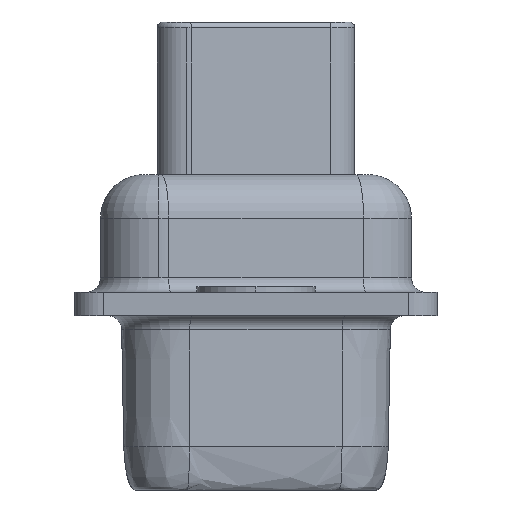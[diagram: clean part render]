
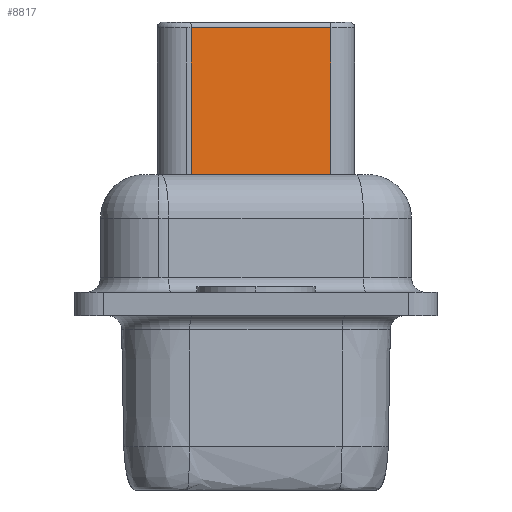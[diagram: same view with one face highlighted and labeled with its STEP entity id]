
A CAD part, left-side view. The second image highlights one B-rep face of the part: STEP entity #8817.
In plain terms, the highlighted planar face has unit normal (-0.985, -0.174, 0).
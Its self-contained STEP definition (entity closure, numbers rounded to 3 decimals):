
#730 = ORIENTED_EDGE ( 'NONE', *, *, #7024, .T. ) ;
#930 = CARTESIAN_POINT ( 'NONE',  ( -11.985, 2.226, 15.9 ) ) ;
#1049 = CARTESIAN_POINT ( 'NONE',  ( -11.985, 2.226, 15.9 ) ) ;
#1679 = CARTESIAN_POINT ( 'NONE',  ( -11.985, 2.226, 10.85 ) ) ;
#1793 = LINE ( 'NONE', #8610, #14827 ) ;
#2893 = DIRECTION ( 'NONE',  ( 0.985, 0.174, 0. ) ) ;
#3133 = DIRECTION ( 'NONE',  ( 0., 0., -1. ) ) ;
#5052 = VERTEX_POINT ( 'NONE', #16222 ) ;
#5930 = CARTESIAN_POINT ( 'NONE',  ( -11.138, -2.574, 15.9 ) ) ;
#6162 = VECTOR ( 'NONE', #12711, 1000. ) ;
#6688 = EDGE_CURVE ( 'NONE', #9999, #10344, #13173, .T. ) ;
#7024 = EDGE_CURVE ( 'NONE', #10344, #5052, #1793, .T. ) ;
#8494 = DIRECTION ( 'NONE',  ( 0.174, -0.985, 0. ) ) ;
#8610 = CARTESIAN_POINT ( 'NONE',  ( -11.985, 2.226, 16.1 ) ) ;
#8817 = ADVANCED_FACE ( 'NONE', ( #15924 ), #13674, .F. ) ;
#9673 = VECTOR ( 'NONE', #8494, 1000. ) ;
#9999 = VERTEX_POINT ( 'NONE', #5930 ) ;
#10319 = LINE ( 'NONE', #11376, #6162 ) ;
#10344 = VERTEX_POINT ( 'NONE', #930 ) ;
#10526 = DIRECTION ( 'NONE',  ( -0.174, 0.985, 0. ) ) ;
#11376 = CARTESIAN_POINT ( 'NONE',  ( -11.138, -2.574, 16.1 ) ) ;
#11931 = EDGE_CURVE ( 'NONE', #5052, #12219, #13881, .T. ) ;
#11963 = ORIENTED_EDGE ( 'NONE', *, *, #11931, .T. ) ;
#12200 = EDGE_LOOP ( 'NONE', ( #11963, #14569, #16668, #730 ) ) ;
#12219 = VERTEX_POINT ( 'NONE', #15913 ) ;
#12442 = CARTESIAN_POINT ( 'NONE',  ( -11.985, 2.226, 16.1 ) ) ;
#12711 = DIRECTION ( 'NONE',  ( 0., 0., -1. ) ) ;
#13173 = LINE ( 'NONE', #1049, #16524 ) ;
#13230 = AXIS2_PLACEMENT_3D ( 'NONE', #12442, #2893, #17258 ) ;
#13674 = PLANE ( 'NONE',  #13230 ) ;
#13881 = LINE ( 'NONE', #1679, #9673 ) ;
#14569 = ORIENTED_EDGE ( 'NONE', *, *, #15576, .F. ) ;
#14827 = VECTOR ( 'NONE', #3133, 1000. ) ;
#15576 = EDGE_CURVE ( 'NONE', #9999, #12219, #10319, .T. ) ;
#15913 = CARTESIAN_POINT ( 'NONE',  ( -11.138, -2.574, 10.85 ) ) ;
#15924 = FACE_OUTER_BOUND ( 'NONE', #12200, .T. ) ;
#16222 = CARTESIAN_POINT ( 'NONE',  ( -11.985, 2.226, 10.85 ) ) ;
#16524 = VECTOR ( 'NONE', #10526, 1000. ) ;
#16668 = ORIENTED_EDGE ( 'NONE', *, *, #6688, .T. ) ;
#17258 = DIRECTION ( 'NONE',  ( -0.174, 0.985, 0. ) ) ;
